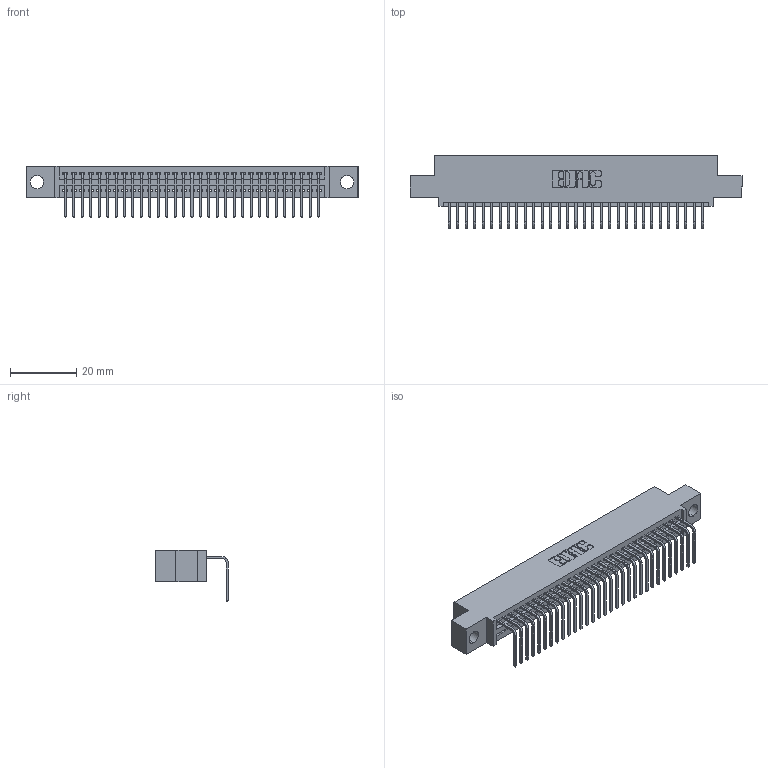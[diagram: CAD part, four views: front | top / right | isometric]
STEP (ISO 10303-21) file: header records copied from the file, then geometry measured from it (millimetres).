
FILE_DESCRIPTION (( 'STEP AP203' ), '1' );
FILE_NAME ('345-031-558-404.STEP', '2021-06-09T16:26:53', ( '' ), ( '' ), 'SwSTEP 2.0', 'SolidWorks 2020', '' );
FILE_SCHEMA (( 'CONFIG_CONTROL_DESIGN' ));
Length unit declared in the file: inch
Products named in the file (3): 345-031-558-404; 345 Part_0.110 Offset - 0.156 Dia-TI; 345-292-001_558 Tail - 2
Assembly tree (32 placements, depth 2):
  345-031-558-404
    345 Part_0.110 Offset - 0.156 Dia-TI
    345-292-001_558 Tail - 2  x31
Bounding box: 99.95 x 21.83 x 15.37 mm (x, y, z)
Volume: 9327.1 mm3; surface area: 12776.7 mm2
Topology: 32 solids, 32 shells, 2004 faces, 6031 edges, 3978 vertices
Faces by surface type: plane 1400, cylinder 604
Entity records: 25447 total; most frequent: CARTESIAN_POINT 4419, ORIENTED_EDGE 4382, DIRECTION 3873, EDGE_CURVE 2191, LINE 1935, VECTOR 1935, VERTEX_POINT 1458, AXIS2_PLACEMENT_3D 969
